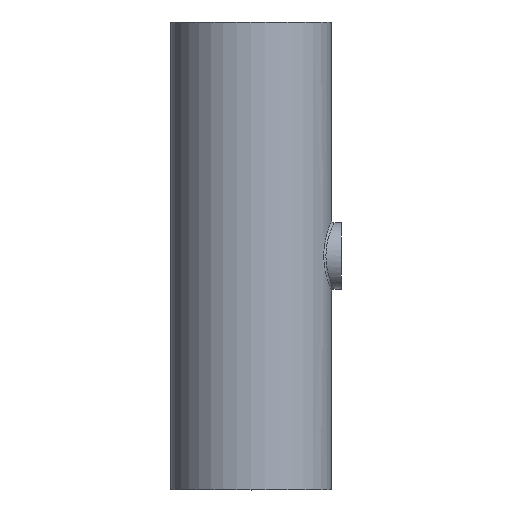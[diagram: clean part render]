
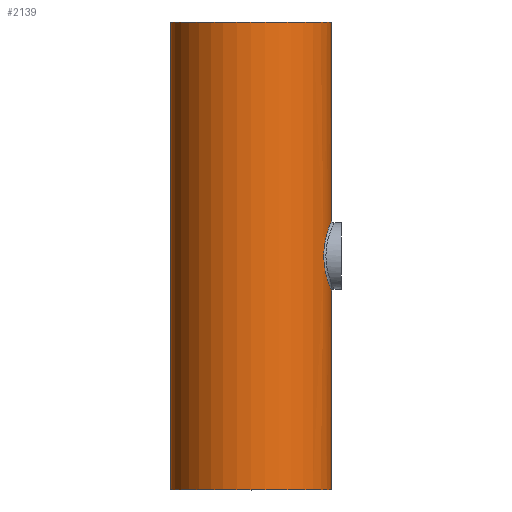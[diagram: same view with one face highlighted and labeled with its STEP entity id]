
A CAD part, top view. The second image highlights one B-rep face of the part: STEP entity #2139.
In plain terms, the highlighted cylindrical face has radius 64.5 mm (diameter 129 mm), a full revolution.
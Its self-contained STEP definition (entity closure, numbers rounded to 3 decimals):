
#1896=CARTESIAN_POINT('',(58.276,0.,-27.643));
#1897=VERTEX_POINT('',#1896);
#1997=CARTESIAN_POINT('',(58.276,0.,-27.643));
#1998=CARTESIAN_POINT('',(58.276,0.269,-27.643));
#1999=CARTESIAN_POINT('',(58.281,1.075,-27.632));
#2000=CARTESIAN_POINT('',(58.31,2.151,-27.573));
#2001=CARTESIAN_POINT('',(58.395,4.023,-27.392));
#2002=CARTESIAN_POINT('',(58.58,6.407,-26.996));
#2003=CARTESIAN_POINT('',(58.911,8.986,-26.269));
#2004=CARTESIAN_POINT('',(59.234,10.968,-25.529));
#2005=CARTESIAN_POINT('',(59.684,13.396,-24.47));
#2006=CARTESIAN_POINT('',(60.214,15.694,-23.149));
#2007=CARTESIAN_POINT('',(60.778,17.807,-21.601));
#2008=CARTESIAN_POINT('',(61.122,19.015,-20.61));
#2009=CARTESIAN_POINT('',(61.466,20.158,-19.561));
#2010=CARTESIAN_POINT('',(61.81,21.245,-18.447));
#2011=CARTESIAN_POINT('',(62.261,22.612,-16.881));
#2012=CARTESIAN_POINT('',(62.658,23.741,-15.343));
#2013=CARTESIAN_POINT('',(63.059,24.84,-13.582));
#2014=CARTESIAN_POINT('',(63.37,25.668,-12.072));
#2015=CARTESIAN_POINT('',(63.729,26.597,-10.022));
#2016=CARTESIAN_POINT('',(64.006,27.291,-8.056));
#2017=CARTESIAN_POINT('',(64.206,27.786,-6.216));
#2018=CARTESIAN_POINT('',(64.365,28.174,-4.342));
#2019=CARTESIAN_POINT('',(64.511,28.526,-1.579));
#2020=CARTESIAN_POINT('',(64.511,28.527,1.214));
#2021=CARTESIAN_POINT('',(64.419,28.305,3.289));
#2022=CARTESIAN_POINT('',(64.351,28.141,4.408));
#2023=CARTESIAN_POINT('',(64.288,27.985,5.264));
#2024=CARTESIAN_POINT('',(64.104,27.535,7.295));
#2025=CARTESIAN_POINT('',(63.771,26.709,9.875));
#2026=CARTESIAN_POINT('',(63.308,25.506,12.395));
#2027=CARTESIAN_POINT('',(62.906,24.425,14.278));
#2028=CARTESIAN_POINT('',(62.564,23.478,15.715));
#2029=CARTESIAN_POINT('',(61.983,21.792,17.901));
#2030=CARTESIAN_POINT('',(61.409,20.003,19.767));
#2031=CARTESIAN_POINT('',(60.897,18.23,21.263));
#2032=CARTESIAN_POINT('',(60.582,17.077,22.144));
#2033=CARTESIAN_POINT('',(60.311,16.029,22.87));
#2034=CARTESIAN_POINT('',(59.931,14.455,23.852));
#2035=CARTESIAN_POINT('',(59.495,12.436,24.924));
#2036=CARTESIAN_POINT('',(59.127,10.363,25.775));
#2037=CARTESIAN_POINT('',(58.862,8.574,26.374));
#2038=CARTESIAN_POINT('',(58.629,6.748,26.889));
#2039=CARTESIAN_POINT('',(58.424,4.523,27.329));
#2040=CARTESIAN_POINT('',(58.301,2.149,27.59));
#2041=CARTESIAN_POINT('',(58.265,0.086,27.666));
#2042=CARTESIAN_POINT('',(58.298,-2.066,27.597));
#2043=CARTESIAN_POINT('',(58.423,-4.561,27.333));
#2044=CARTESIAN_POINT('',(58.631,-6.753,26.885));
#2045=CARTESIAN_POINT('',(58.915,-8.982,26.256));
#2046=CARTESIAN_POINT('',(59.174,-10.648,25.669));
#2047=CARTESIAN_POINT('',(59.655,-13.238,24.539));
#2048=CARTESIAN_POINT('',(60.144,-15.393,23.325));
#2049=CARTESIAN_POINT('',(60.591,-17.108,22.117));
#2050=CARTESIAN_POINT('',(60.893,-18.217,21.273));
#2051=CARTESIAN_POINT('',(61.237,-19.412,20.274));
#2052=CARTESIAN_POINT('',(61.658,-20.775,18.952));
#2053=CARTESIAN_POINT('',(61.961,-21.706,17.924));
#2054=CARTESIAN_POINT('',(62.409,-23.042,16.333));
#2055=CARTESIAN_POINT('',(62.92,-24.478,14.298));
#2056=CARTESIAN_POINT('',(63.491,-25.989,11.457));
#2057=CARTESIAN_POINT('',(63.903,-27.038,8.884));
#2058=CARTESIAN_POINT('',(64.231,-27.85,6.112));
#2059=CARTESIAN_POINT('',(64.399,-28.256,3.822));
#2060=CARTESIAN_POINT('',(64.511,-28.527,1.053));
#2061=CARTESIAN_POINT('',(64.511,-28.527,-1.39));
#2062=CARTESIAN_POINT('',(64.385,-28.223,-3.984));
#2063=CARTESIAN_POINT('',(64.281,-27.968,-5.351));
#2064=CARTESIAN_POINT('',(64.093,-27.508,-7.38));
#2065=CARTESIAN_POINT('',(63.727,-26.601,-10.211));
#2066=CARTESIAN_POINT('',(63.158,-25.117,-13.172));
#2067=CARTESIAN_POINT('',(62.755,-24.006,-14.912));
#2068=CARTESIAN_POINT('',(62.476,-23.22,-16.047));
#2069=CARTESIAN_POINT('',(62.075,-22.064,-17.56));
#2070=CARTESIAN_POINT('',(61.462,-20.175,-19.606));
#2071=CARTESIAN_POINT('',(60.767,-17.805,-21.657));
#2072=CARTESIAN_POINT('',(60.158,-15.448,-23.282));
#2073=CARTESIAN_POINT('',(59.746,-13.606,-24.307));
#2074=CARTESIAN_POINT('',(59.363,-11.705,-25.231));
#2075=CARTESIAN_POINT('',(58.976,-9.496,-26.125));
#2076=CARTESIAN_POINT('',(58.647,-6.925,-26.85));
#2077=CARTESIAN_POINT('',(58.361,-3.764,-27.465));
#2078=CARTESIAN_POINT('',(58.276,-1.615,-27.643));
#2079=CARTESIAN_POINT('',(58.276,0.,-27.643));
#2080=CARTESIAN_POINT('',(58.276,0.,-27.643));
#2081=CARTESIAN_POINT('',(58.276,0.,-27.643));
#2082=CARTESIAN_POINT('',(58.276,0.,-27.643));
#2083=B_SPLINE_CURVE_WITH_KNOTS('',3,(#1997,#1998,#1999,#2000,#2001,#2002,#2003,#2004,#2005,#2006,#2007,#2008,#2009,#2010,#2011,#2012,#2013,#2014,#2015,#2016,#2017,#2018,#2019,#2020,#2021,#2022,#2023,#2024,#2025,#2026,#2027,#2028,#2029,#2030,#2031,#2032,#2033,#2034,#2035,#2036,#2037,#2038,#2039,#2040,#2041,#2042,#2043,#2044,#2045,#2046,#2047,#2048,#2049,#2050,#2051,#2052,#2053,#2054,#2055,#2056,#2057,#2058,#2059,#2060,#2061,#2062,#2063,#2064,#2065,#2066,#2067,#2068,#2069,#2070,#2071,#2072,#2073,#2074,#2075,#2076,#2077,#2078,#2079,#2080,#2081,#2082),.UNSPECIFIED.,.T.,.U.,(4,1,1,1,1,1,1,1,1,1,1,1,1,1,1,1,1,1,1,1,1,1,1,1,1,1,1,1,1,1,1,1,1,1,1,1,1,1,1,1,1,1,1,1,1,1,1,1,1,1,1,1,1,1,1,1,1,1,1,1,1,1,1,1,1,1,1,1,1,1,1,1,1,1,1,1,1,1,1,1,3,4),(-16.182,-16.11,-15.965,-15.893,-15.604,-15.315,-15.17,-15.026,-14.593,-14.448,-14.304,-14.159,-14.015,-13.87,-13.581,-13.485,-13.292,-13.1,-12.859,-12.714,-12.57,-12.329,-11.944,-11.799,-11.751,-11.631,-11.558,-11.173,-10.884,-10.788,-10.571,-10.403,-10.017,-9.857,-9.76,-9.616,-9.504,-9.247,-8.99,-8.894,-8.733,-8.476,-8.284,-8.091,-7.922,-7.706,-7.417,-7.32,-7.08,-6.935,-6.55,-6.405,-6.357,-6.164,-5.972,-5.827,-5.779,-5.394,-5.137,-4.88,-4.623,-4.334,-4.238,-3.853,-3.66,-3.516,-3.468,-3.082,-2.697,-2.552,-2.504,-2.312,-2.023,-1.734,-1.445,-1.228,-1.156,-0.867,-0.578,-0.433,0.0,0.),.UNSPECIFIED.);
#2084=EDGE_CURVE('',#1897,#1897,#2083,.T.);
#2109=CARTESIAN_POINT('',(0.,0.,0.0));
#2110=DIRECTION('',(0.,-1.0,0.0));
#2111=DIRECTION('',(1.0,0.0,0.0));
#2112=AXIS2_PLACEMENT_3D('',#2109,#2110,#2111);
#2113=CYLINDRICAL_SURFACE('',#2112,64.5);
#2114=CARTESIAN_POINT('',(64.5,-187.5,0.0));
#2115=VERTEX_POINT('',#2114);
#2116=CARTESIAN_POINT('',(0.,-187.5,0.0));
#2117=DIRECTION('',(0.0,-1.0,0.0));
#2118=DIRECTION('',(1.0,0.0,0.0));
#2119=AXIS2_PLACEMENT_3D('',#2116,#2117,#2118);
#2120=CIRCLE('',#2119,64.5);
#2121=EDGE_CURVE('',#2115,#2115,#2120,.T.);
#2122=ORIENTED_EDGE('',*,*,#2121,.F.);
#2123=EDGE_LOOP('',(#2122));
#2124=FACE_OUTER_BOUND('',#2123,.T.);
#2125=CARTESIAN_POINT('',(64.5,187.5,0.0));
#2126=VERTEX_POINT('',#2125);
#2127=CARTESIAN_POINT('',(0.,187.5,0.0));
#2128=DIRECTION('',(0.0,-1.0,0.0));
#2129=DIRECTION('',(1.0,0.0,0.0));
#2130=AXIS2_PLACEMENT_3D('',#2127,#2128,#2129);
#2131=CIRCLE('',#2130,64.5);
#2132=EDGE_CURVE('',#2126,#2126,#2131,.T.);
#2133=ORIENTED_EDGE('',*,*,#2132,.T.);
#2134=EDGE_LOOP('',(#2133));
#2135=FACE_BOUND('',#2134,.T.);
#2136=ORIENTED_EDGE('',*,*,#2084,.F.);
#2137=EDGE_LOOP('',(#2136));
#2138=FACE_BOUND('',#2137,.T.);
#2139=ADVANCED_FACE('',(#2124,#2135,#2138),#2113,.T.);
